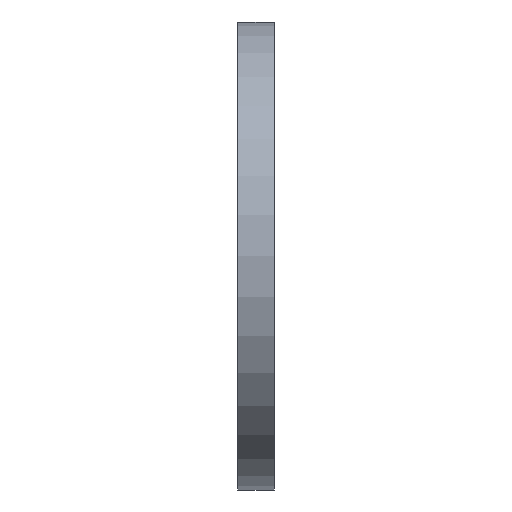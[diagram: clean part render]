
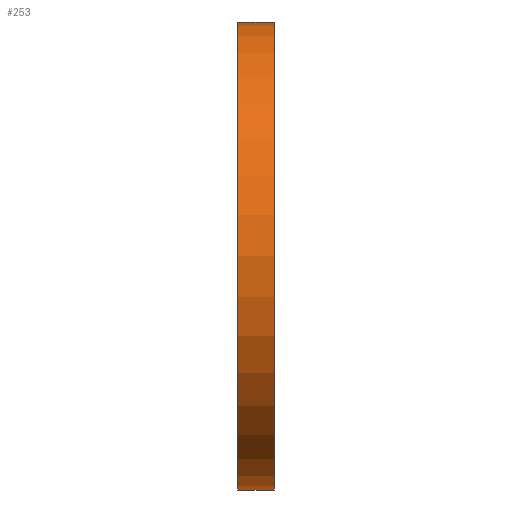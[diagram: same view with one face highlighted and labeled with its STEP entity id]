
A CAD part, left-side view. The second image highlights one B-rep face of the part: STEP entity #253.
In plain terms, the highlighted cylindrical face has radius 16 mm (diameter 32 mm), a partial arc.
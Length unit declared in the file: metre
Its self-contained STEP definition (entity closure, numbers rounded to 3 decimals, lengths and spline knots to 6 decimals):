
#253 = ADVANCED_FACE( 'NONE', ( #704 ), #705, .T. );
#704 = FACE_OUTER_BOUND( '', #1471, .T. );
#705 = CYLINDRICAL_SURFACE( '', #1472, 0.016 );
#1471 = EDGE_LOOP( '', ( #2272, #2273, #2274, #2275 ) );
#1472 = AXIS2_PLACEMENT_3D( '', #2276, #2277, #2278 );
#2272 = ORIENTED_EDGE( '', *, *, #4352, .T. );
#2273 = ORIENTED_EDGE( '', *, *, #4353, .F. );
#2274 = ORIENTED_EDGE( '', *, *, #4354, .F. );
#2275 = ORIENTED_EDGE( '', *, *, #4355, .T. );
#2276 = CARTESIAN_POINT( '', ( 0., 0.0025, 0. ) );
#2277 = DIRECTION( '', ( 0., 1., 0. ) );
#2278 = DIRECTION( '', ( 0., 0., -1. ) );
#4352 = EDGE_CURVE( 'NONE', #5223, #5224, #5225, .T. );
#4353 = EDGE_CURVE( 'NONE', #5226, #5224, #5227, .T. );
#4354 = EDGE_CURVE( 'NONE', #5228, #5226, #5229, .T. );
#4355 = EDGE_CURVE( 'NONE', #5228, #5223, #5230, .T. );
#5223 = VERTEX_POINT( 'NONE', #6512 );
#5224 = VERTEX_POINT( 'NONE', #6513 );
#5225 = CIRCLE( '', #6514, 0.016 );
#5226 = VERTEX_POINT( 'NONE', #6515 );
#5227 = LINE( '', #6516, #6517 );
#5228 = VERTEX_POINT( 'NONE', #6518 );
#5229 = CIRCLE( '', #6519, 0.016 );
#5230 = LINE( '', #6520, #6521 );
#6512 = CARTESIAN_POINT( '', ( 0., 0., -0.016 ) );
#6513 = CARTESIAN_POINT( '', ( 0., 0., 0.016 ) );
#6514 = AXIS2_PLACEMENT_3D( '', #8120, #8121, #8122 );
#6515 = CARTESIAN_POINT( '', ( 0., 0.0025, 0.016 ) );
#6516 = CARTESIAN_POINT( '', ( 0., 0.0025, 0.016 ) );
#6517 = VECTOR( '', #8123, 1. );
#6518 = CARTESIAN_POINT( '', ( 0., 0.0025, -0.016 ) );
#6519 = AXIS2_PLACEMENT_3D( '', #8124, #8125, #8126 );
#6520 = CARTESIAN_POINT( '', ( 0., 0.0025, -0.016 ) );
#6521 = VECTOR( '', #8127, 1. );
#8120 = CARTESIAN_POINT( '', ( 0., 0., 0. ) );
#8121 = DIRECTION( '', ( 0., 1., 0. ) );
#8122 = DIRECTION( '', ( 0., 0., 1. ) );
#8123 = DIRECTION( '', ( 0., -1., 0. ) );
#8124 = CARTESIAN_POINT( '', ( 0., 0.0025, 0. ) );
#8125 = DIRECTION( '', ( 0., 1., 0. ) );
#8126 = DIRECTION( '', ( 0., 0., 1. ) );
#8127 = DIRECTION( '', ( 0., -1., 0. ) );
